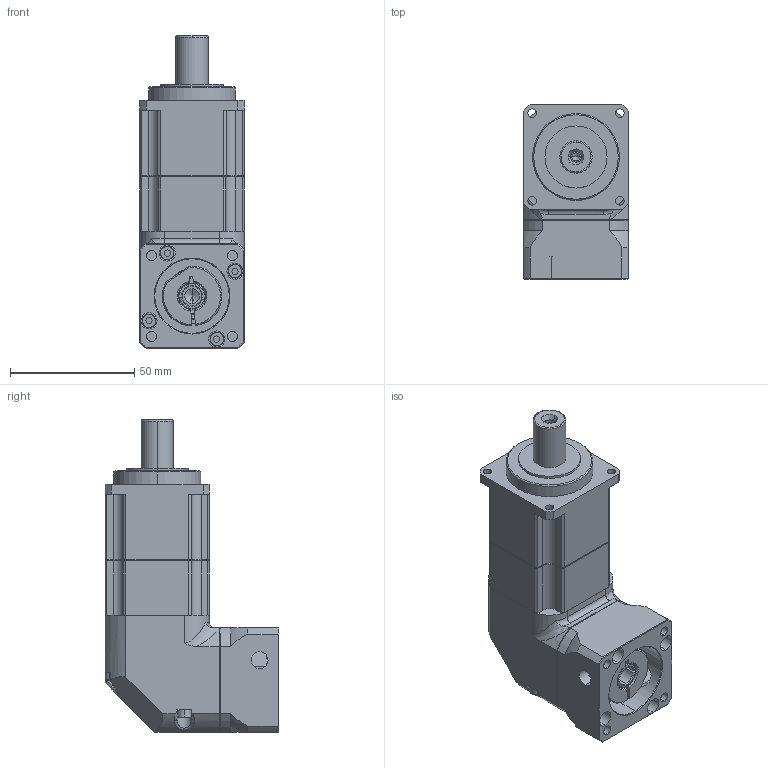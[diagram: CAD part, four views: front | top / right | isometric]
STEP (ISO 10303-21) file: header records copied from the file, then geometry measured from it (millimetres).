
FILE_DESCRIPTION (( 'STEP AP203' ), '1' );
FILE_NAME ('TR042-L2-8-30-45-M3-28-4.5.STEP', '2021-01-06T05:56:54', ( 'Windows 蚚誧' ), ( 'Microsoft' ), 'SwSTEP 2.0', 'SolidWorks 2017', '' );
FILE_SCHEMA (( 'CONFIG_CONTROL_DESIGN' ));
Length unit declared in the file: millimetre
Products named in the file (12): GB3452．1-92O型橡胶密封圈30×1.5; 郔陔tbr40眊极; CQB-001; TBR042-伞齿入力轴_1-2; TBR042-坶踡遠; TR042-L2-8-30-45-M3-28-4.5; TBR042.5; GB／T70．1-2000内六角圆柱头螺钉M3×20; GB／T70．1-2000内六角圆柱头螺钉M3×45; TD42-B; TBR042-蟀諉啣; GB／T70．1-2000内六角圆柱头螺钉M3×30
Assembly tree (16 placements, depth 3):
  TR042-L2-8-30-45-M3-28-4.5
    TD42-B
    CQB-001
    TBR042.5
      TBR042-伞齿入力轴_1-2
      GB3452．1-92O型橡胶密封圈30×1.5
      TBR042-坶踡遠
      TBR042-蟀諉啣
      GB／T70．1-2000内六角圆柱头螺钉M3×30  x2
      GB／T70．1-2000内六角圆柱头螺钉M3×45  x2
      GB／T70．1-2000内六角圆柱头螺钉M3×20  x4
      郔陔tbr40眊极
Bounding box: 42 x 70 x 125.8 mm (x, y, z)
Volume: 164300.7 mm3; surface area: 55925.6 mm2
Topology: 15 solids, 15 shells, 638 faces, 1533 edges, 965 vertices
Faces by surface type: cylinder 244, plane 233, cone 100, bspline 58, torus 3
Entity records: 19277 total; most frequent: CARTESIAN_POINT 5231, DIRECTION 2732, ORIENTED_EDGE 2570, EDGE_CURVE 1285, AXIS2_PLACEMENT_3D 1079, VERTEX_POINT 825, EDGE_LOOP 634, VECTOR 574
